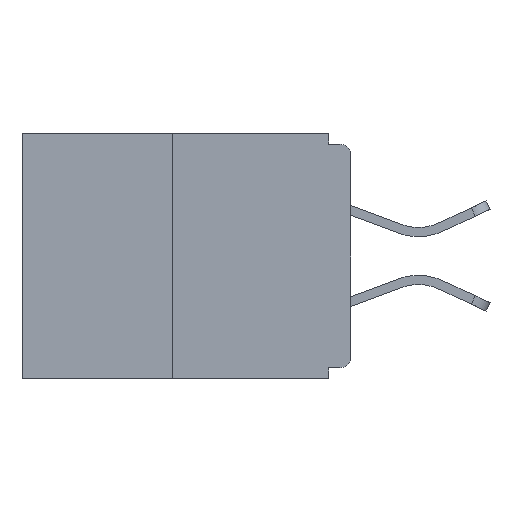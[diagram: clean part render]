
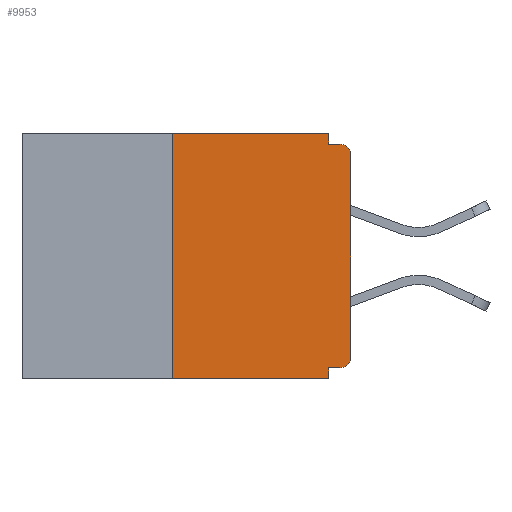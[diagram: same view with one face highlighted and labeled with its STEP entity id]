
A CAD part, left-side view. The second image highlights one B-rep face of the part: STEP entity #9953.
In plain terms, the highlighted planar face has unit normal (-1, 0, 0).
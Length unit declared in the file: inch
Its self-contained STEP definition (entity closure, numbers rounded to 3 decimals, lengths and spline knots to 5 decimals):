
#261 = LINE ( 'NONE', #19731, #9526 ) ;
#338 = DIRECTION ( 'NONE',  ( 0., 0., 1. ) ) ;
#435 = DIRECTION ( 'NONE',  ( 0., 0., -1. ) ) ;
#658 = VECTOR ( 'NONE', #435, 39.37008 ) ;
#847 = DIRECTION ( 'NONE',  ( -1., 0., 0. ) ) ;
#952 = CARTESIAN_POINT ( 'NONE',  ( 0., 0.46, 0. ) ) ;
#1319 = LINE ( 'NONE', #4708, #17027 ) ;
#1527 = CARTESIAN_POINT ( 'NONE',  ( 0., 0.015, -0.015 ) ) ;
#1951 = CIRCLE ( 'NONE', #7061, 0.015 ) ;
#2130 = EDGE_CURVE ( 'NONE', #18806, #2762, #14999, .T. ) ;
#2345 = ORIENTED_EDGE ( 'NONE', *, *, #19576, .F. ) ;
#2662 = CIRCLE ( 'NONE', #14654, 0.015 ) ;
#2762 = VERTEX_POINT ( 'NONE', #1527 ) ;
#3002 = ORIENTED_EDGE ( 'NONE', *, *, #4901, .F. ) ;
#3552 = DIRECTION ( 'NONE',  ( 0., 0., -1. ) ) ;
#3627 = LINE ( 'NONE', #19928, #19777 ) ;
#3843 = LINE ( 'NONE', #13621, #13264 ) ;
#3959 = VERTEX_POINT ( 'NONE', #10738 ) ;
#4223 = DIRECTION ( 'NONE',  ( 0., -1., 0. ) ) ;
#4394 = DIRECTION ( 'NONE',  ( 0., 0., 1. ) ) ;
#4708 = CARTESIAN_POINT ( 'NONE',  ( 0., 0.25, 0. ) ) ;
#4901 = EDGE_CURVE ( 'NONE', #11716, #19844, #15726, .T. ) ;
#4902 = CARTESIAN_POINT ( 'NONE',  ( 0., 0.015, -0.328 ) ) ;
#5727 = CARTESIAN_POINT ( 'NONE',  ( 0., 0., -0.015 ) ) ;
#5886 = CARTESIAN_POINT ( 'NONE',  ( 0., 0.031, 0. ) ) ;
#6056 = DIRECTION ( 'NONE',  ( 0., 0., -1. ) ) ;
#6061 = DIRECTION ( 'NONE',  ( 0., 0., -1. ) ) ;
#6329 = EDGE_CURVE ( 'NONE', #12116, #11655, #1951, .T. ) ;
#7061 = AXIS2_PLACEMENT_3D ( 'NONE', #9808, #9617, #11442 ) ;
#7268 = LINE ( 'NONE', #10501, #658 ) ;
#7320 = ORIENTED_EDGE ( 'NONE', *, *, #2130, .F. ) ;
#7467 = CARTESIAN_POINT ( 'NONE',  ( 0., 0.015, -0.03 ) ) ;
#9526 = VECTOR ( 'NONE', #3552, 39.37008 ) ;
#9617 = DIRECTION ( 'NONE',  ( -1., 0., 0. ) ) ;
#9808 = CARTESIAN_POINT ( 'NONE',  ( 0., 0.015, -0.313 ) ) ;
#9839 = AXIS2_PLACEMENT_3D ( 'NONE', #19350, #10931, #6061 ) ;
#9953 = ADVANCED_FACE ( 'NONE', ( #12536 ), #12845, .F. ) ;
#10057 = CARTESIAN_POINT ( 'NONE',  ( 0., 0.031, -0.015 ) ) ;
#10416 = DIRECTION ( 'NONE',  ( 0., -1., 0. ) ) ;
#10439 = EDGE_CURVE ( 'NONE', #18801, #11716, #1319, .T. ) ;
#10501 = CARTESIAN_POINT ( 'NONE',  ( 0., 0.031, 0. ) ) ;
#10660 = EDGE_CURVE ( 'NONE', #18801, #3959, #3843, .T. ) ;
#10738 = CARTESIAN_POINT ( 'NONE',  ( 0., 0.031, -0.343 ) ) ;
#10931 = DIRECTION ( 'NONE',  ( 1., 0., 0. ) ) ;
#11442 = DIRECTION ( 'NONE',  ( 0., 0., -1. ) ) ;
#11606 = LINE ( 'NONE', #18105, #17780 ) ;
#11655 = VERTEX_POINT ( 'NONE', #13317 ) ;
#11716 = VERTEX_POINT ( 'NONE', #13520 ) ;
#12116 = VERTEX_POINT ( 'NONE', #4902 ) ;
#12120 = CARTESIAN_POINT ( 'NONE',  ( 0., 0.031, -0.328 ) ) ;
#12189 = EDGE_CURVE ( 'NONE', #19844, #18806, #7268, .T. ) ;
#12536 = FACE_OUTER_BOUND ( 'NONE', #17120, .T. ) ;
#12845 = PLANE ( 'NONE',  #9839 ) ;
#13238 = ORIENTED_EDGE ( 'NONE', *, *, #16933, .T. ) ;
#13264 = VECTOR ( 'NONE', #10416, 39.37008 ) ;
#13317 = CARTESIAN_POINT ( 'NONE',  ( 0., 0., -0.313 ) ) ;
#13520 = CARTESIAN_POINT ( 'NONE',  ( 0., 0.25, 0. ) ) ;
#13621 = CARTESIAN_POINT ( 'NONE',  ( 0., 0.46, -0.343 ) ) ;
#13887 = VECTOR ( 'NONE', #19146, 39.37008 ) ;
#14654 = AXIS2_PLACEMENT_3D ( 'NONE', #7467, #847, #6056 ) ;
#14999 = LINE ( 'NONE', #5727, #15895 ) ;
#15141 = ORIENTED_EDGE ( 'NONE', *, *, #18050, .T. ) ;
#15607 = VERTEX_POINT ( 'NONE', #19156 ) ;
#15726 = LINE ( 'NONE', #952, #13887 ) ;
#15895 = VECTOR ( 'NONE', #4223, 39.37008 ) ;
#15982 = ORIENTED_EDGE ( 'NONE', *, *, #10439, .F. ) ;
#16453 = ORIENTED_EDGE ( 'NONE', *, *, #12189, .F. ) ;
#16922 = CARTESIAN_POINT ( 'NONE',  ( 0., 0.25, -0.343 ) ) ;
#16933 = EDGE_CURVE ( 'NONE', #15607, #2762, #2662, .T. ) ;
#17027 = VECTOR ( 'NONE', #4394, 39.37008 ) ;
#17120 = EDGE_LOOP ( 'NONE', ( #3002, #15982, #18976, #20354, #2345, #18706, #15141, #13238, #7320, #16453 ) ) ;
#17608 = EDGE_CURVE ( 'NONE', #18068, #3959, #261, .T. ) ;
#17780 = VECTOR ( 'NONE', #19412, 39.37008 ) ;
#18050 = EDGE_CURVE ( 'NONE', #11655, #15607, #3627, .T. ) ;
#18068 = VERTEX_POINT ( 'NONE', #12120 ) ;
#18105 = CARTESIAN_POINT ( 'NONE',  ( 0., 0., -0.328 ) ) ;
#18706 = ORIENTED_EDGE ( 'NONE', *, *, #6329, .T. ) ;
#18801 = VERTEX_POINT ( 'NONE', #16922 ) ;
#18806 = VERTEX_POINT ( 'NONE', #10057 ) ;
#18976 = ORIENTED_EDGE ( 'NONE', *, *, #10660, .T. ) ;
#19146 = DIRECTION ( 'NONE',  ( 0., -1., 0. ) ) ;
#19156 = CARTESIAN_POINT ( 'NONE',  ( 0., 0., -0.03 ) ) ;
#19350 = CARTESIAN_POINT ( 'NONE',  ( 0., 0.46, 0. ) ) ;
#19412 = DIRECTION ( 'NONE',  ( 0., 1., 0. ) ) ;
#19576 = EDGE_CURVE ( 'NONE', #12116, #18068, #11606, .T. ) ;
#19731 = CARTESIAN_POINT ( 'NONE',  ( 0., 0.031, -0.343 ) ) ;
#19777 = VECTOR ( 'NONE', #338, 39.37008 ) ;
#19844 = VERTEX_POINT ( 'NONE', #5886 ) ;
#19928 = CARTESIAN_POINT ( 'NONE',  ( 0., 0., 0. ) ) ;
#20354 = ORIENTED_EDGE ( 'NONE', *, *, #17608, .F. ) ;
